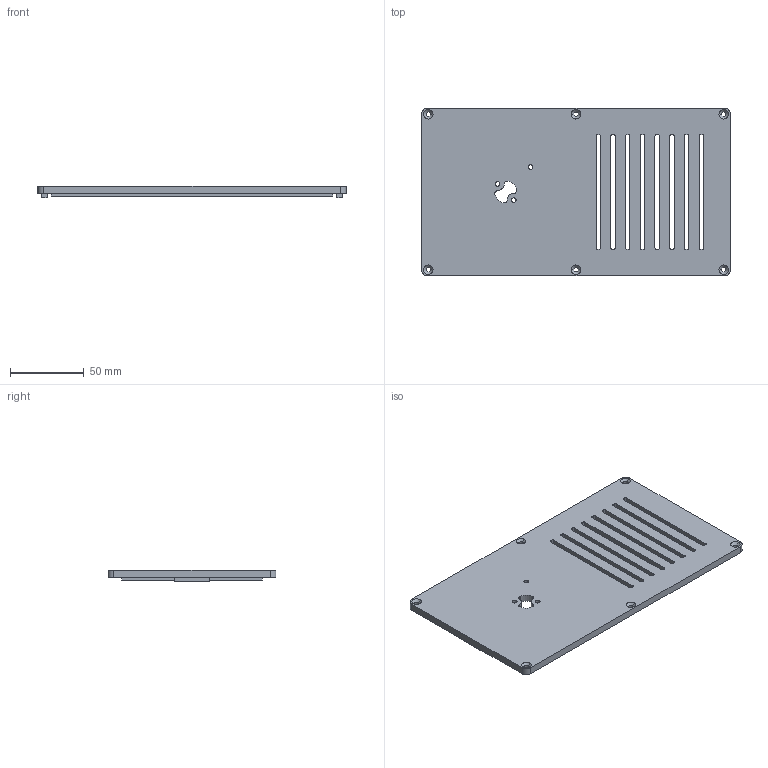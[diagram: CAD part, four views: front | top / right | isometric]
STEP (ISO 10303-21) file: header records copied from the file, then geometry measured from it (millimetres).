
FILE_DESCRIPTION (( 'STEP AP203' ), '1' );
FILE_NAME ('matrix back v3.STEP', '2022-05-02T14:05:55', ( '' ), ( '' ), 'SwSTEP 2.0', 'SolidWorks 2020', '' );
FILE_SCHEMA (( 'CONFIG_CONTROL_DESIGN' ));
Length unit declared in the file: millimetre
Products named in the file (1): matrix back v3
Bounding box: 209.5 x 114 x 8 mm (x, y, z)
Volume: 111763.4 mm3; surface area: 56467.9 mm2
Topology: 1 solids, 1 shells, 135 faces, 373 edges, 244 vertices
Faces by surface type: cylinder 63, plane 58, cone 14
Entity records: 4484 total; most frequent: DIRECTION 785, CARTESIAN_POINT 753, ORIENTED_EDGE 746, EDGE_CURVE 373, AXIS2_PLACEMENT_3D 276, VERTEX_POINT 244, VECTOR 233, LINE 233
